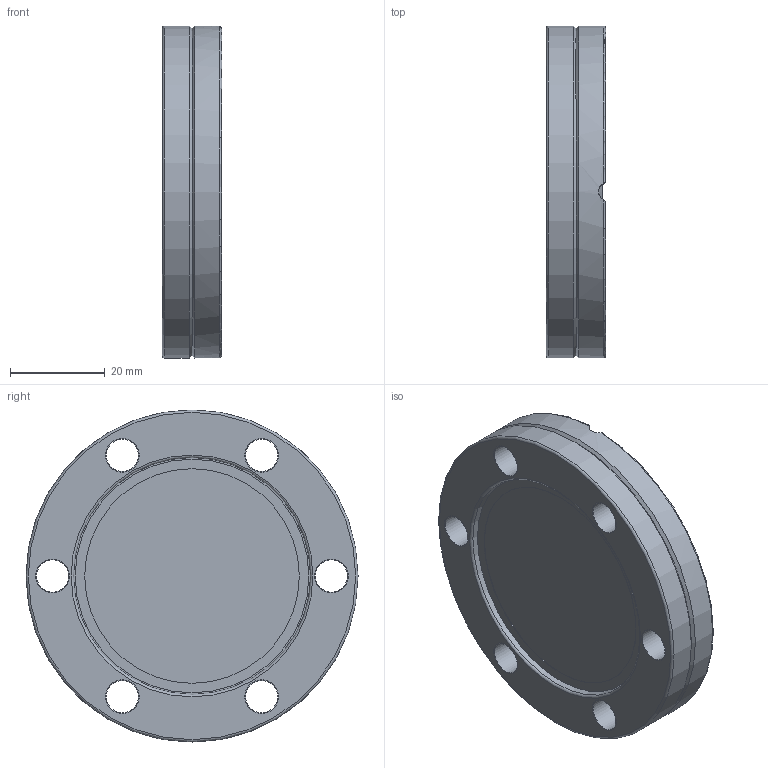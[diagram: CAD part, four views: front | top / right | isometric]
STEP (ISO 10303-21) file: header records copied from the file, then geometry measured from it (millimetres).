
FILE_DESCRIPTION (( 'STEP AP214' ), '1' );
FILE_NAME ('HK1CF40FULLVAC.STEP', '2025-05-21T12:18:58', ( '' ), ( '' ), 'SwSTEP 2.0', 'SolidWorks 2017', '' );
FILE_SCHEMA (( 'AUTOMOTIVE_DESIGN' ));
Length unit declared in the file: millimetre
Products named in the file (1): HK1CF40FULLVAC
Bounding box: 12.5 x 69.9 x 69.9 mm (x, y, z)
Volume: 32983 mm3; surface area: 15599 mm2
Topology: 2 solids, 2 shells, 54 faces, 136 edges, 89 vertices
Faces by surface type: cylinder 21, torus 20, plane 9, cone 4
Full cylindrical faces by diameter (mm): 6.8 x6, 37.51 x1, 41.2 x1, 45.2 x1, 49.2 x1, 49.9 x1, 69.9 x2
Entity records: 1479 total; most frequent: CARTESIAN_POINT 353, DIRECTION 226, ORIENTED_EDGE 172, AXIS2_PLACEMENT_3D 109, EDGE_LOOP 104, EDGE_CURVE 86, FACE_OUTER_BOUND 83, VERTEX_POINT 72
